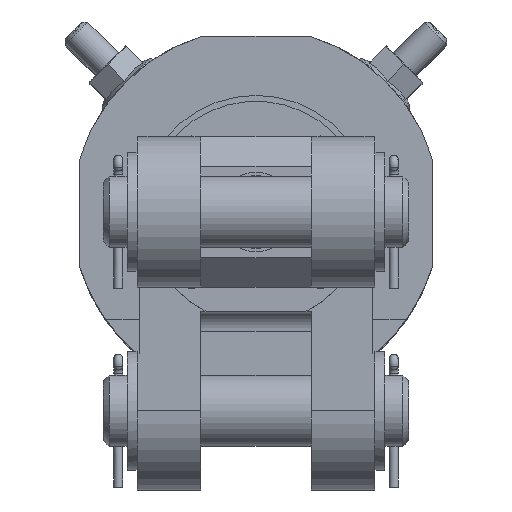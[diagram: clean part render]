
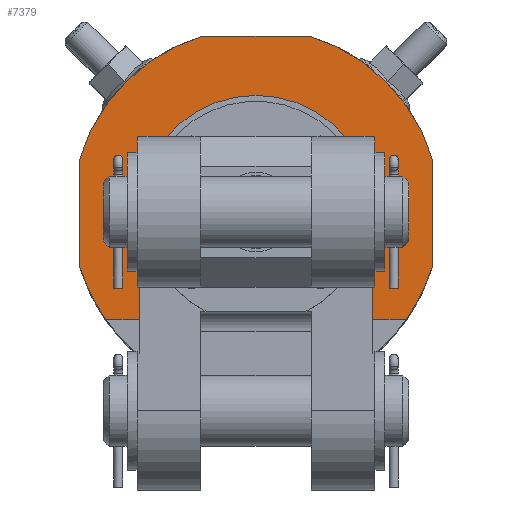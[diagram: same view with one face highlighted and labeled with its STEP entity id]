
A CAD part, top view. The second image highlights one B-rep face of the part: STEP entity #7379.
In plain terms, the highlighted face is planar.
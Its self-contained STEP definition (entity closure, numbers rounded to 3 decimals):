
#181=PLANE('',#7964);
#486=LINE('',#11283,#1002);
#487=LINE('',#11285,#1003);
#488=LINE('',#11289,#1004);
#489=LINE('',#11291,#1005);
#490=LINE('',#11292,#1006);
#491=LINE('',#11296,#1007);
#492=LINE('',#11300,#1008);
#1002=VECTOR('',#8923,1000.);
#1003=VECTOR('',#8924,1000.);
#1004=VECTOR('',#8927,1000.);
#1005=VECTOR('',#8928,1000.);
#1006=VECTOR('',#8929,1000.);
#1007=VECTOR('',#8932,1000.);
#1008=VECTOR('',#8935,1000.);
#1694=ORIENTED_EDGE('',*,*,#3767,.T.);
#1695=ORIENTED_EDGE('',*,*,#3768,.T.);
#1696=ORIENTED_EDGE('',*,*,#3769,.F.);
#1697=ORIENTED_EDGE('',*,*,#3770,.F.);
#1698=ORIENTED_EDGE('',*,*,#3771,.T.);
#1699=ORIENTED_EDGE('',*,*,#3722,.T.);
#1700=ORIENTED_EDGE('',*,*,#3772,.T.);
#1701=ORIENTED_EDGE('',*,*,#3773,.T.);
#1702=ORIENTED_EDGE('',*,*,#3774,.T.);
#1703=ORIENTED_EDGE('',*,*,#3775,.T.);
#1704=ORIENTED_EDGE('',*,*,#3776,.T.);
#1705=ORIENTED_EDGE('',*,*,#3732,.T.);
#3722=EDGE_CURVE('',#4763,#4762,#5484,.T.);
#3732=EDGE_CURVE('',#4773,#4772,#5490,.T.);
#3767=EDGE_CURVE('',#4772,#4800,#486,.T.);
#3768=EDGE_CURVE('',#4800,#4801,#487,.T.);
#3769=EDGE_CURVE('',#4802,#4801,#5502,.T.);
#3770=EDGE_CURVE('',#4803,#4802,#488,.T.);
#3771=EDGE_CURVE('',#4803,#4763,#489,.T.);
#3772=EDGE_CURVE('',#4762,#4804,#490,.T.);
#3773=EDGE_CURVE('',#4804,#4805,#5503,.T.);
#3774=EDGE_CURVE('',#4805,#4806,#491,.T.);
#3775=EDGE_CURVE('',#4806,#4807,#5504,.T.);
#3776=EDGE_CURVE('',#4807,#4773,#492,.T.);
#4762=VERTEX_POINT('',#11192);
#4763=VERTEX_POINT('',#11194);
#4772=VERTEX_POINT('',#11213);
#4773=VERTEX_POINT('',#11215);
#4800=VERTEX_POINT('',#11284);
#4801=VERTEX_POINT('',#11286);
#4802=VERTEX_POINT('',#11288);
#4803=VERTEX_POINT('',#11290);
#4804=VERTEX_POINT('',#11293);
#4805=VERTEX_POINT('',#11295);
#4806=VERTEX_POINT('',#11297);
#4807=VERTEX_POINT('',#11299);
#5484=CIRCLE('',#7939,46.5);
#5490=CIRCLE('',#7946,46.5);
#5502=CIRCLE('',#7965,29.5);
#5503=CIRCLE('',#7966,46.5);
#5504=CIRCLE('',#7967,46.5);
#5882=EDGE_LOOP('',(#1694,#1695,#1696,#1697,#1698,#1699,#1700,#1701,#1702,
#1703,#1704,#1705));
#6572=FACE_BOUND('',#5882,.T.);
#7379=ADVANCED_FACE('',(#6572),#181,.F.);
#7939=AXIS2_PLACEMENT_3D('',#11193,#8844,#8845);
#7946=AXIS2_PLACEMENT_3D('',#11214,#8862,#8863);
#7964=AXIS2_PLACEMENT_3D('',#11282,#8921,#8922);
#7965=AXIS2_PLACEMENT_3D('',#11287,#8925,#8926);
#7966=AXIS2_PLACEMENT_3D('',#11294,#8930,#8931);
#7967=AXIS2_PLACEMENT_3D('',#11298,#8933,#8934);
#8844=DIRECTION('',(0.,0.,-1.));
#8845=DIRECTION('',(-1.,0.,0.));
#8862=DIRECTION('',(0.,0.,-1.));
#8863=DIRECTION('',(-1.,0.,0.));
#8921=DIRECTION('',(0.,0.,1.));
#8922=DIRECTION('',(1.,0.,0.));
#8923=DIRECTION('',(-1.,0.,0.));
#8924=DIRECTION('',(0.,1.,0.));
#8925=DIRECTION('',(0.,0.,-1.));
#8926=DIRECTION('',(-1.,0.,0.));
#8927=DIRECTION('',(0.,1.,0.));
#8928=DIRECTION('',(-1.,0.,0.));
#8929=DIRECTION('',(0.,1.,0.));
#8930=DIRECTION('',(0.,0.,-1.));
#8931=DIRECTION('',(-1.,0.,0.));
#8932=DIRECTION('',(1.,0.,0.));
#8933=DIRECTION('',(0.,0.,-1.));
#8934=DIRECTION('',(-1.,0.,0.));
#8935=DIRECTION('',(0.,-1.,0.));
#11192=CARTESIAN_POINT('',(-44.5,-13.491,33.));
#11193=CARTESIAN_POINT('',(0.,0.,33.));
#11194=CARTESIAN_POINT('',(-37.858,-27.,33.));
#11213=CARTESIAN_POINT('',(37.858,-27.,33.));
#11214=CARTESIAN_POINT('',(0.,0.,33.));
#11215=CARTESIAN_POINT('',(44.5,-13.491,33.));
#11282=CARTESIAN_POINT('',(0.,46.5,33.));
#11283=CARTESIAN_POINT('',(44.5,-27.,33.));
#11284=CARTESIAN_POINT('',(29.5,-27.,33.));
#11285=CARTESIAN_POINT('',(29.5,46.5,33.));
#11286=CARTESIAN_POINT('',(29.5,0.,33.));
#11287=CARTESIAN_POINT('',(0.,0.,33.));
#11288=CARTESIAN_POINT('',(-29.5,0.,33.));
#11289=CARTESIAN_POINT('',(-29.5,46.5,33.));
#11290=CARTESIAN_POINT('',(-29.5,-27.,33.));
#11291=CARTESIAN_POINT('',(-29.5,-27.,33.));
#11292=CARTESIAN_POINT('',(-44.5,46.5,33.));
#11293=CARTESIAN_POINT('',(-44.5,13.491,33.));
#11294=CARTESIAN_POINT('',(0.,0.,33.));
#11295=CARTESIAN_POINT('',(-13.491,44.5,33.));
#11296=CARTESIAN_POINT('',(0.,44.5,33.));
#11297=CARTESIAN_POINT('',(13.491,44.5,33.));
#11298=CARTESIAN_POINT('',(0.,0.,33.));
#11299=CARTESIAN_POINT('',(44.5,13.491,33.));
#11300=CARTESIAN_POINT('',(44.5,46.5,33.));
